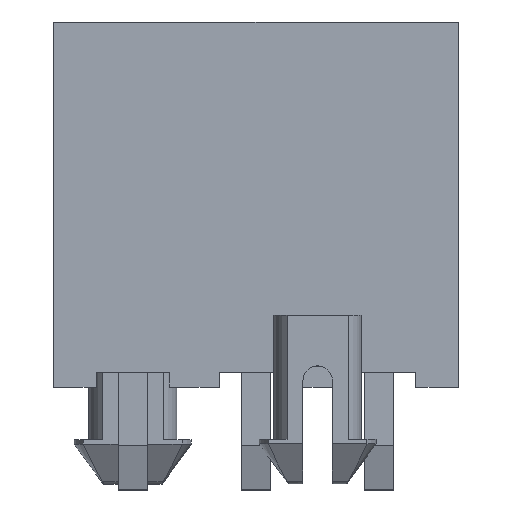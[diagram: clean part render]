
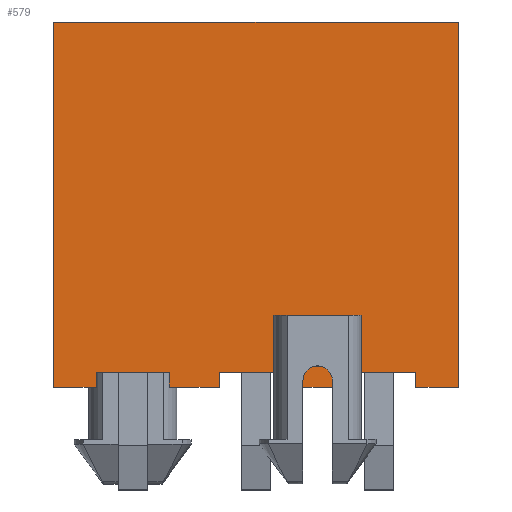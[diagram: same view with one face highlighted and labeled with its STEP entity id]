
A CAD part, top view. The second image highlights one B-rep face of the part: STEP entity #579.
In plain terms, the highlighted planar face has unit normal (0, 0, 1).
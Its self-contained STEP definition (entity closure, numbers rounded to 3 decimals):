
#425=FACE_BOUND('',#1050,.T.);
#426=FACE_BOUND('',#1051,.T.);
#579=ADVANCED_FACE('',(#425,#426),#715,.T.);
#715=PLANE('',#3657);
#1050=EDGE_LOOP('',(#1874,#1875,#1876,#1877));
#1051=EDGE_LOOP('',(#1878,#1879,#1880,#1881,#1882,#1883,#1884,#1885,#1886,
#1887,#1888,#1889,#1890,#1891,#1892,#1893));
#1874=ORIENTED_EDGE('',*,*,#2612,.T.);
#1875=ORIENTED_EDGE('',*,*,#2601,.T.);
#1876=ORIENTED_EDGE('',*,*,#2678,.F.);
#1877=ORIENTED_EDGE('',*,*,#2679,.F.);
#1878=ORIENTED_EDGE('',*,*,#2293,.F.);
#1879=ORIENTED_EDGE('',*,*,#2273,.F.);
#1880=ORIENTED_EDGE('',*,*,#2680,.F.);
#1881=ORIENTED_EDGE('',*,*,#2467,.T.);
#1882=ORIENTED_EDGE('',*,*,#2470,.F.);
#1883=ORIENTED_EDGE('',*,*,#2472,.F.);
#1884=ORIENTED_EDGE('',*,*,#2681,.F.);
#1885=ORIENTED_EDGE('',*,*,#2408,.T.);
#1886=ORIENTED_EDGE('',*,*,#2412,.F.);
#1887=ORIENTED_EDGE('',*,*,#2682,.F.);
#1888=ORIENTED_EDGE('',*,*,#2683,.F.);
#1889=ORIENTED_EDGE('',*,*,#2499,.F.);
#1890=ORIENTED_EDGE('',*,*,#2433,.F.);
#1891=ORIENTED_EDGE('',*,*,#2684,.T.);
#1892=ORIENTED_EDGE('',*,*,#2685,.F.);
#1893=ORIENTED_EDGE('',*,*,#2287,.T.);
#1976=VERTEX_POINT('',#4540);
#1977=VERTEX_POINT('',#4541);
#1990=VERTEX_POINT('',#4568);
#1991=VERTEX_POINT('',#4570);
#2072=VERTEX_POINT('',#4815);
#2073=VERTEX_POINT('',#4817);
#2076=VERTEX_POINT('',#4824);
#2089=VERTEX_POINT('',#4865);
#2090=VERTEX_POINT('',#4867);
#2112=VERTEX_POINT('',#4936);
#2113=VERTEX_POINT('',#4938);
#2114=VERTEX_POINT('',#4942);
#2116=VERTEX_POINT('',#4948);
#2133=VERTEX_POINT('',#5001);
#2197=VERTEX_POINT('',#5252);
#2198=VERTEX_POINT('',#5253);
#2206=VERTEX_POINT('',#5276);
#2245=VERTEX_POINT('',#5456);
#2246=VERTEX_POINT('',#5464);
#2247=VERTEX_POINT('',#5467);
#2273=EDGE_CURVE('',#1976,#1977,#2719,.T.);
#2287=EDGE_CURVE('',#1991,#1990,#2733,.T.);
#2293=EDGE_CURVE('',#1977,#1990,#2739,.T.);
#2408=EDGE_CURVE('',#2073,#2072,#2854,.T.);
#2412=EDGE_CURVE('',#2076,#2072,#2858,.T.);
#2433=EDGE_CURVE('',#2089,#2090,#2877,.T.);
#2467=EDGE_CURVE('',#2113,#2112,#2911,.T.);
#2470=EDGE_CURVE('',#2114,#2112,#2914,.T.);
#2472=EDGE_CURVE('',#2116,#2114,#2916,.T.);
#2499=EDGE_CURVE('',#2090,#2133,#2943,.T.);
#2601=EDGE_CURVE('',#2197,#2198,#3010,.T.);
#2612=EDGE_CURVE('',#2206,#2197,#3016,.T.);
#2678=EDGE_CURVE('',#2245,#2198,#3056,.T.);
#2679=EDGE_CURVE('',#2206,#2245,#3057,.T.);
#2680=EDGE_CURVE('',#2113,#1976,#3058,.T.);
#2681=EDGE_CURVE('',#2073,#2116,#3059,.T.);
#2682=EDGE_CURVE('',#2246,#2076,#3060,.T.);
#2683=EDGE_CURVE('',#2133,#2246,#3061,.T.);
#2684=EDGE_CURVE('',#2089,#2247,#3062,.T.);
#2685=EDGE_CURVE('',#1991,#2247,#3063,.T.);
#2719=LINE('',#4539,#3097);
#2733=LINE('',#4569,#3111);
#2739=LINE('',#4581,#3117);
#2854=LINE('',#4816,#3232);
#2858=LINE('',#4825,#3236);
#2877=LINE('',#4866,#3255);
#2911=LINE('',#4937,#3289);
#2914=LINE('',#4944,#3292);
#2916=LINE('',#4947,#3294);
#2943=LINE('',#5000,#3321);
#3010=LINE('',#5251,#3388);
#3016=LINE('',#5275,#3394);
#3056=LINE('',#5457,#3434);
#3057=LINE('',#5459,#3435);
#3058=LINE('',#5461,#3436);
#3059=LINE('',#5462,#3437);
#3060=LINE('',#5463,#3438);
#3061=LINE('',#5465,#3439);
#3062=LINE('',#5466,#3440);
#3063=LINE('',#5468,#3441);
#3097=VECTOR('',#3711,1.);
#3111=VECTOR('',#3727,1.);
#3117=VECTOR('',#3735,1.);
#3232=VECTOR('',#3936,1.);
#3236=VECTOR('',#3942,1.);
#3255=VECTOR('',#3979,1.);
#3289=VECTOR('',#4041,1.);
#3292=VECTOR('',#4046,1.);
#3294=VECTOR('',#4050,1.);
#3321=VECTOR('',#4095,1.);
#3388=VECTOR('',#4286,1.);
#3394=VECTOR('',#4310,1.);
#3434=VECTOR('',#4438,1.);
#3435=VECTOR('',#4441,1.);
#3436=VECTOR('',#4444,1.);
#3437=VECTOR('',#4445,1.);
#3438=VECTOR('',#4446,1.);
#3439=VECTOR('',#4447,1.);
#3440=VECTOR('',#4448,1.);
#3441=VECTOR('',#4449,1.);
#3657=AXIS2_PLACEMENT_3D('',#5469,#4450,#4451);
#3711=DIRECTION('',(0.,1.,0.));
#3727=DIRECTION('',(0.,1.,0.));
#3735=DIRECTION('',(-1.,0.,0.));
#3936=DIRECTION('',(0.,1.,0.));
#3942=DIRECTION('',(-1.,0.,0.));
#3979=DIRECTION('',(1.,0.,0.));
#4041=DIRECTION('',(0.,1.,0.));
#4046=DIRECTION('',(-1.,0.,0.));
#4050=DIRECTION('',(0.,1.,0.));
#4095=DIRECTION('',(0.,-1.,0.));
#4286=DIRECTION('',(0.,-1.,0.));
#4310=DIRECTION('',(1.,0.,0.));
#4438=DIRECTION('',(1.,0.,0.));
#4441=DIRECTION('',(0.,-1.,0.));
#4444=DIRECTION('',(-1.,0.,0.));
#4445=DIRECTION('',(-1.,0.,0.));
#4446=DIRECTION('',(0.,1.,0.));
#4447=DIRECTION('',(-1.,0.,0.));
#4448=DIRECTION('',(0.,-1.,0.));
#4449=DIRECTION('',(-1.,0.,0.));
#4450=DIRECTION('',(0.,0.,1.));
#4451=DIRECTION('',(0.,-1.,0.));
#4539=CARTESIAN_POINT('',(-2.95,0.,2.7));
#4540=CARTESIAN_POINT('',(-2.95,0.,2.7));
#4541=CARTESIAN_POINT('',(-2.95,0.5,2.7));
#4568=CARTESIAN_POINT('',(-5.45,0.5,2.7));
#4569=CARTESIAN_POINT('',(-5.45,0.,2.7));
#4570=CARTESIAN_POINT('',(-5.45,0.,2.7));
#4581=CARTESIAN_POINT('',(-2.95,0.5,2.7));
#4815=CARTESIAN_POINT('',(2.95,0.5,2.7));
#4816=CARTESIAN_POINT('',(2.95,0.,2.7));
#4817=CARTESIAN_POINT('',(2.95,0.,2.7));
#4824=CARTESIAN_POINT('',(5.45,0.5,2.7));
#4825=CARTESIAN_POINT('',(5.45,0.5,2.7));
#4865=CARTESIAN_POINT('',(-6.9,12.45,2.7));
#4866=CARTESIAN_POINT('',(-6.9,12.45,2.7));
#4867=CARTESIAN_POINT('',(6.9,12.45,2.7));
#4936=CARTESIAN_POINT('',(-1.25,0.5,2.7));
#4937=CARTESIAN_POINT('',(-1.25,0.,2.7));
#4938=CARTESIAN_POINT('',(-1.25,0.,2.7));
#4942=CARTESIAN_POINT('',(1.25,0.5,2.7));
#4944=CARTESIAN_POINT('',(1.25,0.5,2.7));
#4947=CARTESIAN_POINT('',(1.25,0.,2.7));
#4948=CARTESIAN_POINT('',(1.25,0.,2.7));
#5000=CARTESIAN_POINT('',(6.9,12.45,2.7));
#5001=CARTESIAN_POINT('',(6.9,0.,2.7));
#5251=CARTESIAN_POINT('',(3.35,2.45,2.7));
#5252=CARTESIAN_POINT('',(3.35,2.45,2.7));
#5253=CARTESIAN_POINT('',(3.35,0.72,2.7));
#5275=CARTESIAN_POINT('',(0.85,2.45,2.7));
#5276=CARTESIAN_POINT('',(0.85,2.45,2.7));
#5456=CARTESIAN_POINT('',(0.85,0.72,2.7));
#5457=CARTESIAN_POINT('',(0.85,0.72,2.7));
#5459=CARTESIAN_POINT('',(0.85,2.45,2.7));
#5461=CARTESIAN_POINT('',(-1.25,0.,2.7));
#5462=CARTESIAN_POINT('',(2.95,0.,2.7));
#5463=CARTESIAN_POINT('',(5.45,0.,2.7));
#5464=CARTESIAN_POINT('',(5.45,0.,2.7));
#5465=CARTESIAN_POINT('',(6.9,0.,2.7));
#5466=CARTESIAN_POINT('',(-6.9,12.45,2.7));
#5467=CARTESIAN_POINT('',(-6.9,0.,2.7));
#5468=CARTESIAN_POINT('',(-5.45,0.,2.7));
#5469=CARTESIAN_POINT('',(-6.9,12.45,2.7));
